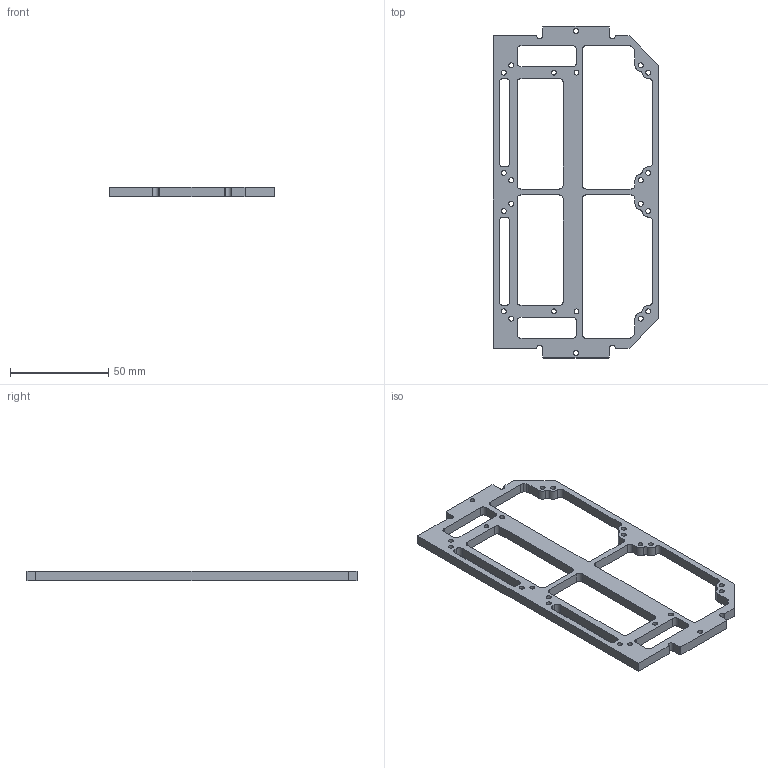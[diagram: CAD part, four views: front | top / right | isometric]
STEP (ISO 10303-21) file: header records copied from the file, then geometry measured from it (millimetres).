
FILE_DESCRIPTION(/* description */ (''),/* implementation_level */ '2;1');
FILE_NAME(/* name */ 'TorsoElectronicBoxBoardMountFrame.stp',/* time_stamp */ '2024-06-15T17:08:13+09:00',/* author */ ('MasatoKubotera'),/* organization */ (''),/* preprocessor_version */ 'ST-DEVELOPER v20',/* originating_system */ 'Autodesk Inventor 2024',/* authorisation */ '');
FILE_SCHEMA (('AUTOMOTIVE_DESIGN { 1 0 10303 214 3 1 1 }'));
Length unit declared in the file: millimetre
Products named in the file (1): TorsoElectronicBoxBoardMountFrame
Bounding box: 84 x 169 x 5 mm (x, y, z)
Volume: 24171.2 mm3; surface area: 18360.4 mm2
Topology: 1 solids, 1 shells, 134 faces, 396 edges, 264 vertices
Faces by surface type: cylinder 76, plane 58
Full cylindrical faces by diameter (mm): 2.459 x20, 2.5 x2
Entity records: 4695 total; most frequent: DIRECTION 818, CARTESIAN_POINT 795, ORIENTED_EDGE 792, EDGE_CURVE 396, AXIS2_PLACEMENT_3D 287, VERTEX_POINT 264, LINE 244, VECTOR 244
